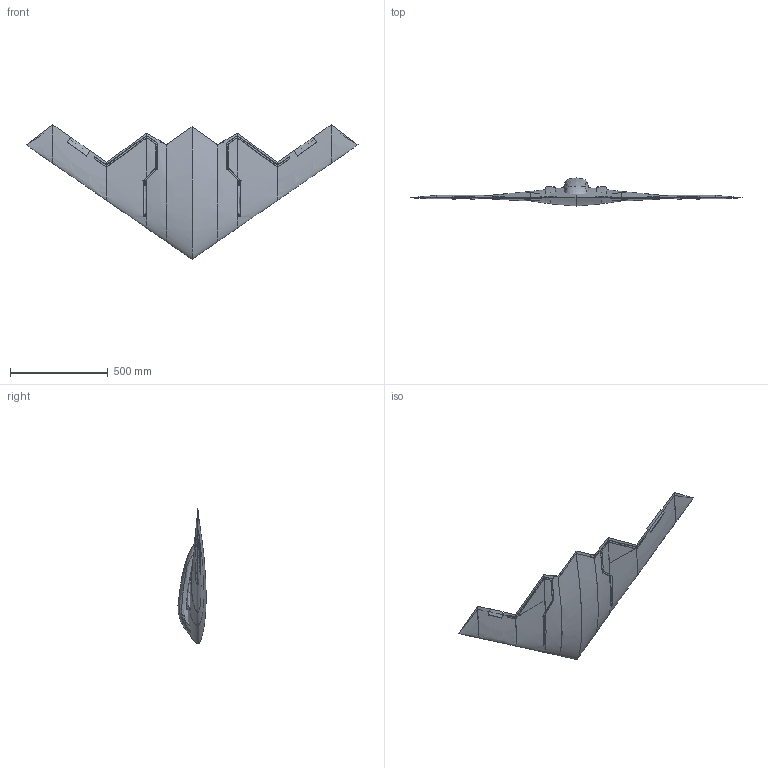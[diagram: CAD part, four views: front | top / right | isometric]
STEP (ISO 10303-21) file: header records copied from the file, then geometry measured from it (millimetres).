
FILE_DESCRIPTION(/* description */ (''),/* implementation_level */ '2;1');
FILE_NAME(/* name */ 'B2 model.step',/* time_stamp */ '2025-12-02T12:28:31+05:30',/* author */ (''),/* organization */ (''),/* preprocessor_version */ 'ST-DEVELOPER v20.1',/* originating_system */ 'Autodesk Translation Framework v14.21.0.0',/* authorisation */ '');
FILE_SCHEMA (('AUTOMOTIVE_DESIGN { 1 0 10303 214 3 1 1 }'));
Products named in the file (1): B2 model
Bounding box: 1702 x 143.81 x 690.97 mm (x, y, z)
Volume: 3628688.2 mm3; surface area: 2300378.3 mm2
Topology: 5 solids, 7 shells, 146 faces, 551 edges, 435 vertices
Faces by surface type: bspline 116, plane 30
Entity records: 38228 total; most frequent: CARTESIAN_POINT 34674, ORIENTED_EDGE 1060, EDGE_CURVE 545, VERTEX_POINT 435, B_SPLINE_CURVE_WITH_KNOTS 425, EDGE_LOOP 190, FACE_OUTER_BOUND 146, ADVANCED_FACE 146
